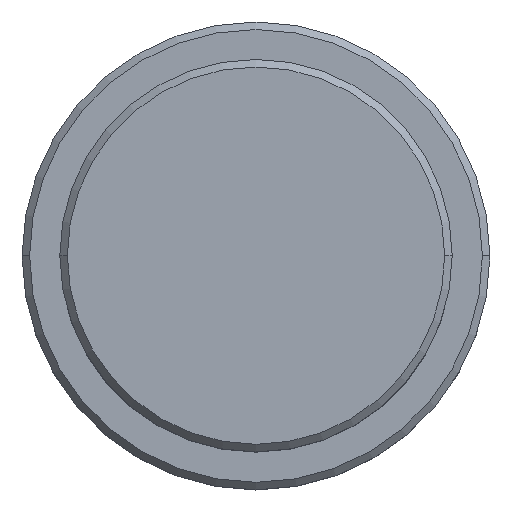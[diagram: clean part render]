
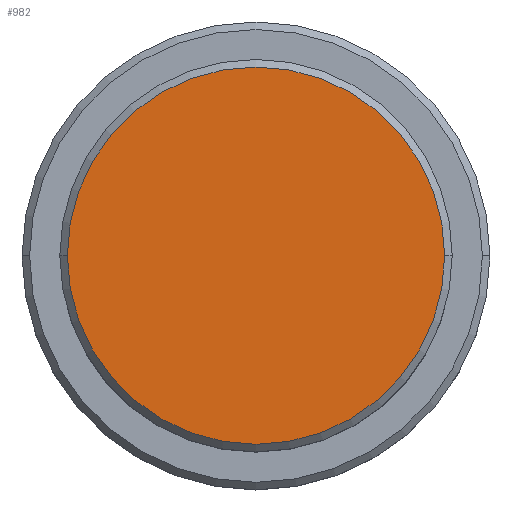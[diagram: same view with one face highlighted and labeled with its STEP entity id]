
A CAD part, top view. The second image highlights one B-rep face of the part: STEP entity #982.
In plain terms, the highlighted planar face has unit normal (0, 0, 1).
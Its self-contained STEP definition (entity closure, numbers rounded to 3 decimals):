
#4 = VERTEX_POINT ( 'NONE', #713 ) ;
#75 = CIRCLE ( 'NONE', #1348, 12.5 ) ;
#129 = DIRECTION ( 'NONE',  ( 0., 0., 1. ) ) ;
#184 = CARTESIAN_POINT ( 'NONE',  ( 0., 0., 0. ) ) ;
#321 = ORIENTED_EDGE ( 'NONE', *, *, #1337, .T. ) ;
#368 = EDGE_LOOP ( 'NONE', ( #607, #321 ) ) ;
#373 = DIRECTION ( 'NONE',  ( 1., 0., 0. ) ) ;
#382 = CARTESIAN_POINT ( 'NONE',  ( 12.5, 0., 0. ) ) ;
#408 = PLANE ( 'NONE',  #594 ) ;
#454 = VERTEX_POINT ( 'NONE', #382 ) ;
#520 = DIRECTION ( 'NONE',  ( 0., 0., 1. ) ) ;
#594 = AXIS2_PLACEMENT_3D ( 'NONE', #184, #520, #614 ) ;
#607 = ORIENTED_EDGE ( 'NONE', *, *, #799, .T. ) ;
#614 = DIRECTION ( 'NONE',  ( 1., 0., 0. ) ) ;
#628 = FACE_OUTER_BOUND ( 'NONE', #368, .T. ) ;
#713 = CARTESIAN_POINT ( 'NONE',  ( -12.5, 0., 0. ) ) ;
#799 = EDGE_CURVE ( 'NONE', #4, #454, #75, .T. ) ;
#901 = CARTESIAN_POINT ( 'NONE',  ( 0., 0., 0. ) ) ;
#982 = ADVANCED_FACE ( 'NONE', ( #628 ), #408, .T. ) ;
#1022 = CARTESIAN_POINT ( 'NONE',  ( 0., 0., 0. ) ) ;
#1068 = CIRCLE ( 'NONE', #1293, 12.5 ) ;
#1139 = DIRECTION ( 'NONE',  ( 1., 0., 0. ) ) ;
#1293 = AXIS2_PLACEMENT_3D ( 'NONE', #901, #129, #1139 ) ;
#1337 = EDGE_CURVE ( 'NONE', #454, #4, #1068, .T. ) ;
#1343 = DIRECTION ( 'NONE',  ( 0., 0., 1. ) ) ;
#1348 = AXIS2_PLACEMENT_3D ( 'NONE', #1022, #1343, #373 ) ;
